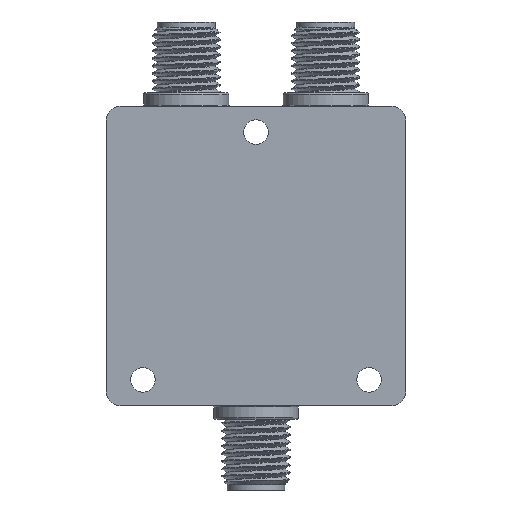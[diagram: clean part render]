
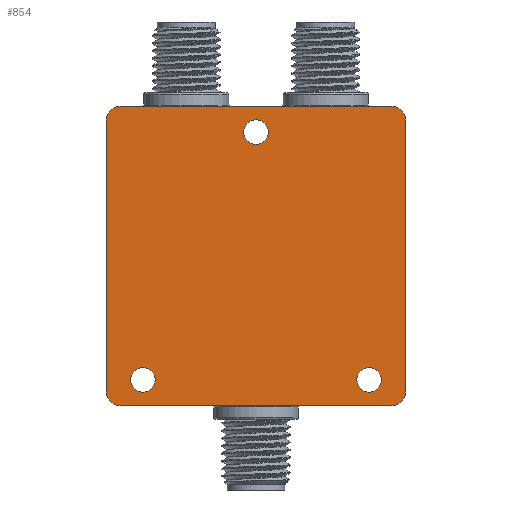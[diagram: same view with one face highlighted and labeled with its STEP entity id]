
A CAD part, front view. The second image highlights one B-rep face of the part: STEP entity #854.
In plain terms, the highlighted planar face has unit normal (0, -1, 0).
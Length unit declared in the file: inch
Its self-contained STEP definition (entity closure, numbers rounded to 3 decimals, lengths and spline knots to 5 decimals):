
#251 = ORIENTED_EDGE ( 'NONE', *, *, #9070, .T. ) ;
#374 = CIRCLE ( 'NONE', #6284, 0.05 ) ;
#679 = VERTEX_POINT ( 'NONE', #2208 ) ;
#854 = ADVANCED_FACE ( 'NONE', ( #2550, #2992, #5063, #1143 ), #17019, .T. ) ;
#875 = DIRECTION ( 'NONE',  ( 0., 1., 0. ) ) ;
#966 = CARTESIAN_POINT ( 'NONE',  ( -0.41535, -0.19685, -0.40972 ) ) ;
#1038 = DIRECTION ( 'NONE',  ( 0., -1., 0. ) ) ;
#1089 = EDGE_CURVE ( 'NONE', #11992, #11992, #15916, .T. ) ;
#1143 = FACE_OUTER_BOUND ( 'NONE', #11989, .T. ) ;
#1431 = EDGE_LOOP ( 'NONE', ( #15845 ) ) ;
#2208 = CARTESIAN_POINT ( 'NONE',  ( -0.49921, -0.19685, 0.54921 ) ) ;
#2249 = AXIS2_PLACEMENT_3D ( 'NONE', #11852, #17545, #18991 ) ;
#2265 = CIRCLE ( 'NONE', #16798, 0.05 ) ;
#2502 = DIRECTION ( 'NONE',  ( 0., 0., 1. ) ) ;
#2550 = FACE_BOUND ( 'NONE', #10307, .T. ) ;
#2569 = AXIS2_PLACEMENT_3D ( 'NONE', #12690, #18535, #18399 ) ;
#2719 = ORIENTED_EDGE ( 'NONE', *, *, #4360, .T. ) ;
#2958 = CARTESIAN_POINT ( 'NONE',  ( -0.54921, -0.19685, 0.54921 ) ) ;
#2992 = FACE_BOUND ( 'NONE', #1431, .T. ) ;
#3165 = ORIENTED_EDGE ( 'NONE', *, *, #5972, .T. ) ;
#3437 = EDGE_CURVE ( 'NONE', #3832, #17188, #2265, .T. ) ;
#3660 = ORIENTED_EDGE ( 'NONE', *, *, #16428, .T. ) ;
#3687 = DIRECTION ( 'NONE',  ( 0., -1., 0. ) ) ;
#3832 = VERTEX_POINT ( 'NONE', #5131 ) ;
#4060 = CARTESIAN_POINT ( 'NONE',  ( 0.49921, -0.19685, 0.54921 ) ) ;
#4289 = VERTEX_POINT ( 'NONE', #12458 ) ;
#4315 = ORIENTED_EDGE ( 'NONE', *, *, #11979, .F. ) ;
#4353 = ORIENTED_EDGE ( 'NONE', *, *, #4565, .F. ) ;
#4360 = EDGE_CURVE ( 'NONE', #679, #12534, #374, .T. ) ;
#4467 = EDGE_CURVE ( 'NONE', #16409, #17188, #16315, .T. ) ;
#4553 = DIRECTION ( 'NONE',  ( 0., 0., -1. ) ) ;
#4565 = EDGE_CURVE ( 'NONE', #679, #11152, #5916, .T. ) ;
#4755 = CARTESIAN_POINT ( 'NONE',  ( -0.49921, -0.19685, -0.49921 ) ) ;
#4949 = AXIS2_PLACEMENT_3D ( 'NONE', #8541, #3687, #11119 ) ;
#5063 = FACE_BOUND ( 'NONE', #18689, .T. ) ;
#5131 = CARTESIAN_POINT ( 'NONE',  ( -0.54921, -0.19685, -0.49921 ) ) ;
#5687 = VECTOR ( 'NONE', #5925, 39.37008 ) ;
#5916 = LINE ( 'NONE', #2958, #5687 ) ;
#5925 = DIRECTION ( 'NONE',  ( 1., 0., 0. ) ) ;
#5972 = EDGE_CURVE ( 'NONE', #13858, #13858, #18382, .T. ) ;
#6066 = CARTESIAN_POINT ( 'NONE',  ( -0.49921, -0.19685, -0.54921 ) ) ;
#6284 = AXIS2_PLACEMENT_3D ( 'NONE', #7100, #1038, #12900 ) ;
#6328 = LINE ( 'NONE', #11413, #10713 ) ;
#6400 = VECTOR ( 'NONE', #15894, 39.37008 ) ;
#6997 = CARTESIAN_POINT ( 'NONE',  ( 0.54921, -0.19685, -0.49921 ) ) ;
#7100 = CARTESIAN_POINT ( 'NONE',  ( -0.49921, -0.19685, 0.49921 ) ) ;
#7886 = CIRCLE ( 'NONE', #14828, 0.045 ) ;
#8349 = DIRECTION ( 'NONE',  ( 0., -1., 0. ) ) ;
#8541 = CARTESIAN_POINT ( 'NONE',  ( 0.49921, -0.19685, -0.49921 ) ) ;
#8949 = CARTESIAN_POINT ( 'NONE',  ( 0., -0.19685, 0. ) ) ;
#9070 = EDGE_CURVE ( 'NONE', #4289, #11152, #12523, .T. ) ;
#9754 = CARTESIAN_POINT ( 'NONE',  ( 0.41535, -0.19685, -0.40972 ) ) ;
#10016 = ORIENTED_EDGE ( 'NONE', *, *, #4467, .F. ) ;
#10102 = AXIS2_PLACEMENT_3D ( 'NONE', #8949, #8349, #4553 ) ;
#10159 = DIRECTION ( 'NONE',  ( 0., 0., -1. ) ) ;
#10307 = EDGE_LOOP ( 'NONE', ( #3165 ) ) ;
#10529 = EDGE_CURVE ( 'NONE', #17781, #17781, #7886, .T. ) ;
#10657 = DIRECTION ( 'NONE',  ( 0., -1., 0. ) ) ;
#10713 = VECTOR ( 'NONE', #18908, 39.37008 ) ;
#11119 = DIRECTION ( 'NONE',  ( 0., 0., -1. ) ) ;
#11152 = VERTEX_POINT ( 'NONE', #4060 ) ;
#11154 = VERTEX_POINT ( 'NONE', #6997 ) ;
#11343 = CARTESIAN_POINT ( 'NONE',  ( 0., -0.19685, 0.45472 ) ) ;
#11413 = CARTESIAN_POINT ( 'NONE',  ( 0.54921, -0.19685, 0.54921 ) ) ;
#11607 = CARTESIAN_POINT ( 'NONE',  ( -0.54921, -0.19685, 0.54921 ) ) ;
#11852 = CARTESIAN_POINT ( 'NONE',  ( -0.41535, -0.19685, -0.45472 ) ) ;
#11979 = EDGE_CURVE ( 'NONE', #3832, #12534, #16870, .T. ) ;
#11989 = EDGE_LOOP ( 'NONE', ( #17837, #251, #4353, #2719, #4315, #15440, #10016, #3660 ) ) ;
#11992 = VERTEX_POINT ( 'NONE', #9754 ) ;
#11999 = VECTOR ( 'NONE', #13080, 39.37008 ) ;
#12041 = CIRCLE ( 'NONE', #4949, 0.05 ) ;
#12060 = AXIS2_PLACEMENT_3D ( 'NONE', #17504, #19014, #10159 ) ;
#12458 = CARTESIAN_POINT ( 'NONE',  ( 0.54921, -0.19685, 0.49921 ) ) ;
#12523 = CIRCLE ( 'NONE', #12060, 0.05 ) ;
#12534 = VERTEX_POINT ( 'NONE', #13590 ) ;
#12690 = CARTESIAN_POINT ( 'NONE',  ( 0.41535, -0.19685, -0.45472 ) ) ;
#12900 = DIRECTION ( 'NONE',  ( 0., 0., -1. ) ) ;
#13080 = DIRECTION ( 'NONE',  ( 0., 0., 1. ) ) ;
#13590 = CARTESIAN_POINT ( 'NONE',  ( -0.54921, -0.19685, 0.49921 ) ) ;
#13858 = VERTEX_POINT ( 'NONE', #966 ) ;
#14828 = AXIS2_PLACEMENT_3D ( 'NONE', #11343, #875, #2502 ) ;
#14909 = DIRECTION ( 'NONE',  ( 0., 0., -1. ) ) ;
#15399 = EDGE_CURVE ( 'NONE', #4289, #11154, #6328, .T. ) ;
#15440 = ORIENTED_EDGE ( 'NONE', *, *, #3437, .T. ) ;
#15845 = ORIENTED_EDGE ( 'NONE', *, *, #1089, .T. ) ;
#15894 = DIRECTION ( 'NONE',  ( -1., 0., 0. ) ) ;
#15916 = CIRCLE ( 'NONE', #2569, 0.045 ) ;
#15956 = CARTESIAN_POINT ( 'NONE',  ( -0.54921, -0.19685, -0.54921 ) ) ;
#16315 = LINE ( 'NONE', #15956, #6400 ) ;
#16409 = VERTEX_POINT ( 'NONE', #17364 ) ;
#16428 = EDGE_CURVE ( 'NONE', #16409, #11154, #12041, .T. ) ;
#16798 = AXIS2_PLACEMENT_3D ( 'NONE', #4755, #10657, #14909 ) ;
#16870 = LINE ( 'NONE', #11607, #11999 ) ;
#16962 = CARTESIAN_POINT ( 'NONE',  ( 0., -0.19685, 0.49972 ) ) ;
#17019 = PLANE ( 'NONE',  #10102 ) ;
#17188 = VERTEX_POINT ( 'NONE', #6066 ) ;
#17364 = CARTESIAN_POINT ( 'NONE',  ( 0.49921, -0.19685, -0.54921 ) ) ;
#17504 = CARTESIAN_POINT ( 'NONE',  ( 0.49921, -0.19685, 0.49921 ) ) ;
#17545 = DIRECTION ( 'NONE',  ( 0., 1., 0. ) ) ;
#17781 = VERTEX_POINT ( 'NONE', #16962 ) ;
#17837 = ORIENTED_EDGE ( 'NONE', *, *, #15399, .F. ) ;
#18007 = ORIENTED_EDGE ( 'NONE', *, *, #10529, .T. ) ;
#18382 = CIRCLE ( 'NONE', #2249, 0.045 ) ;
#18399 = DIRECTION ( 'NONE',  ( 0., 0., 1. ) ) ;
#18535 = DIRECTION ( 'NONE',  ( 0., 1., 0. ) ) ;
#18689 = EDGE_LOOP ( 'NONE', ( #18007 ) ) ;
#18908 = DIRECTION ( 'NONE',  ( 0., 0., -1. ) ) ;
#18991 = DIRECTION ( 'NONE',  ( 0., 0., 1. ) ) ;
#19014 = DIRECTION ( 'NONE',  ( 0., -1., 0. ) ) ;
